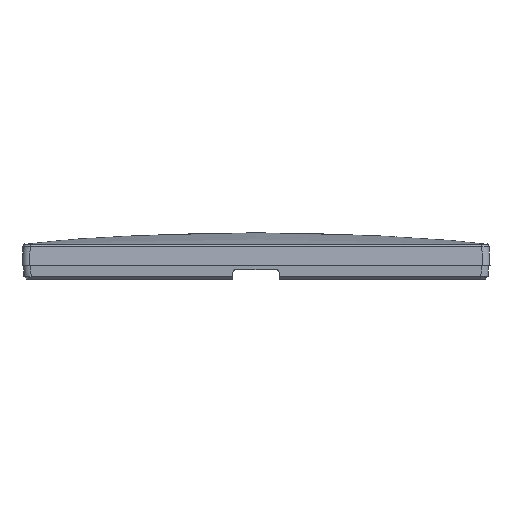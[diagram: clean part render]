
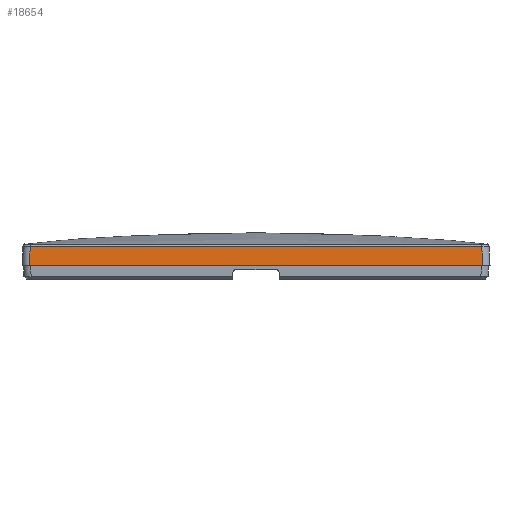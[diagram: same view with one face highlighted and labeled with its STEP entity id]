
A CAD part, left-side view. The second image highlights one B-rep face of the part: STEP entity #18654.
In plain terms, the highlighted planar face has unit normal (-0.999, 0, 0.052).
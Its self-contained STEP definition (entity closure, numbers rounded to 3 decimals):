
#18646=AXIS2_PLACEMENT_3D('Plane Axis2P3D',#18643,#18644,#18645) ;
#15436=CARTESIAN_POINT('Vertex',(-59.81,43.412,-74.028)) ;
#15525=CARTESIAN_POINT('Vertex',(-59.81,-43.412,-74.028)) ;
#15735=CARTESIAN_POINT('Control Point',(-59.81,43.412,-74.028)) ;
#15736=CARTESIAN_POINT('Control Point',(-59.809,42.249,-74.025)) ;
#15737=CARTESIAN_POINT('Control Point',(-59.809,41.087,-74.021)) ;
#15738=CARTESIAN_POINT('Control Point',(-59.809,39.924,-74.017)) ;
#15739=CARTESIAN_POINT('Control Point',(-59.809,37.507,-74.009)) ;
#15740=CARTESIAN_POINT('Control Point',(-59.808,35.09,-74.002)) ;
#15741=CARTESIAN_POINT('Control Point',(-59.808,33.835,-73.999)) ;
#15742=CARTESIAN_POINT('Control Point',(-59.808,31.31,-73.992)) ;
#15743=CARTESIAN_POINT('Control Point',(-59.807,28.785,-73.986)) ;
#15744=CARTESIAN_POINT('Control Point',(-59.807,27.589,-73.984)) ;
#15745=CARTESIAN_POINT('Control Point',(-59.807,23.829,-73.975)) ;
#15746=CARTESIAN_POINT('Control Point',(-59.806,20.069,-73.968)) ;
#15747=CARTESIAN_POINT('Control Point',(-59.806,17.481,-73.965)) ;
#15748=CARTESIAN_POINT('Control Point',(-59.806,9.988,-73.956)) ;
#15749=CARTESIAN_POINT('Control Point',(-59.806,2.494,-73.952)) ;
#15750=CARTESIAN_POINT('Control Point',(-59.806,-2.254,-73.952)) ;
#15751=CARTESIAN_POINT('Control Point',(-59.806,-9.67,-73.955)) ;
#15752=CARTESIAN_POINT('Control Point',(-59.806,-17.086,-73.964)) ;
#15753=CARTESIAN_POINT('Control Point',(-59.806,-19.641,-73.968)) ;
#15754=CARTESIAN_POINT('Control Point',(-59.807,-23.293,-73.974)) ;
#15755=CARTESIAN_POINT('Control Point',(-59.807,-26.944,-73.982)) ;
#15756=CARTESIAN_POINT('Control Point',(-59.807,-28.096,-73.985)) ;
#15757=CARTESIAN_POINT('Control Point',(-59.808,-30.555,-73.991)) ;
#15758=CARTESIAN_POINT('Control Point',(-59.808,-33.014,-73.997)) ;
#15759=CARTESIAN_POINT('Control Point',(-59.808,-34.235,-74.)) ;
#15760=CARTESIAN_POINT('Control Point',(-59.808,-36.658,-74.007)) ;
#15761=CARTESIAN_POINT('Control Point',(-59.809,-39.081,-74.014)) ;
#15762=CARTESIAN_POINT('Control Point',(-59.809,-40.376,-74.018)) ;
#15763=CARTESIAN_POINT('Control Point',(-59.809,-41.705,-74.023)) ;
#15764=CARTESIAN_POINT('Control Point',(-59.81,-43.033,-74.027)) ;
#15765=CARTESIAN_POINT('Control Point',(-59.81,-43.159,-74.028)) ;
#15766=CARTESIAN_POINT('Control Point',(-59.81,-43.285,-74.028)) ;
#15767=CARTESIAN_POINT('Control Point',(-59.81,-43.412,-74.028)) ;
#18545=CARTESIAN_POINT('Vertex',(-60.,43.602,-77.661)) ;
#18548=CARTESIAN_POINT('Line Origine',(-59.896,43.498,-75.673)) ;
#18566=CARTESIAN_POINT('Line Origine',(-59.896,-43.498,-75.673)) ;
#18570=CARTESIAN_POINT('Vertex',(-60.,-43.602,-77.661)) ;
#18601=CARTESIAN_POINT('Line Origine',(-60.,0.,-77.661)) ;
#18643=CARTESIAN_POINT('Axis2P3D Location',(-60.,22.5,-77.661)) ;
#18549=DIRECTION('Vector Direction',(0.052,-0.052,0.997)) ;
#18567=DIRECTION('Vector Direction',(0.052,0.052,0.997)) ;
#18602=DIRECTION('Vector Direction',(0.,-1.,0.)) ;
#18644=DIRECTION('Axis2P3D Direction',(-0.999,0.,0.052)) ;
#18645=DIRECTION('Axis2P3D XDirection',(0.,1.,0.)) ;
#18550=VECTOR('Line Direction',#18549,1.) ;
#18568=VECTOR('Line Direction',#18567,1.) ;
#18603=VECTOR('Line Direction',#18602,1.) ;
#18649=ORIENTED_EDGE('',*,*,#18552,.F.) ;
#18650=ORIENTED_EDGE('',*,*,#18605,.T.) ;
#18651=ORIENTED_EDGE('',*,*,#18572,.T.) ;
#18652=ORIENTED_EDGE('',*,*,#15768,.T.) ;
#18654=ADVANCED_FACE('PartBody',(#18653),#18647,.T.) ;
#15734=B_SPLINE_CURVE_WITH_KNOTS('',5,(#15735,#15736,#15737,#15738,#15739,#15740,#15741,#15742,#15743,#15744,#15745,#15746,#15747,#15748,#15749,#15750,#15751,#15752,#15753,#15754,#15755,#15756,#15757,#15758,#15759,#15760,#15761,#15762,#15763,#15764,#15765,#15766,#15767),.UNSPECIFIED.,.F.,.U.,(6,3,3,3,3,3,3,3,3,3,6),(27.362,35.586,44.465,53.448,71.069,106.463,123.537,132.296,140.933,149.44,150.332),.UNSPECIFIED.) ;
#15768=EDGE_CURVE('',#15526,#15437,#15734,.F.) ;
#18552=EDGE_CURVE('',#18546,#15437,#18551,.T.) ;
#18572=EDGE_CURVE('',#18571,#15526,#18569,.T.) ;
#18605=EDGE_CURVE('',#18546,#18571,#18604,.T.) ;
#18648=EDGE_LOOP('',(#18649,#18650,#18651,#18652)) ;
#18653=FACE_OUTER_BOUND('',#18648,.T.) ;
#18551=LINE('Line',#18548,#18550) ;
#18569=LINE('Line',#18566,#18568) ;
#18604=LINE('Line',#18601,#18603) ;
#18647=PLANE('',#18646) ;
#15437=VERTEX_POINT('',#15436) ;
#15526=VERTEX_POINT('',#15525) ;
#18546=VERTEX_POINT('',#18545) ;
#18571=VERTEX_POINT('',#18570) ;
